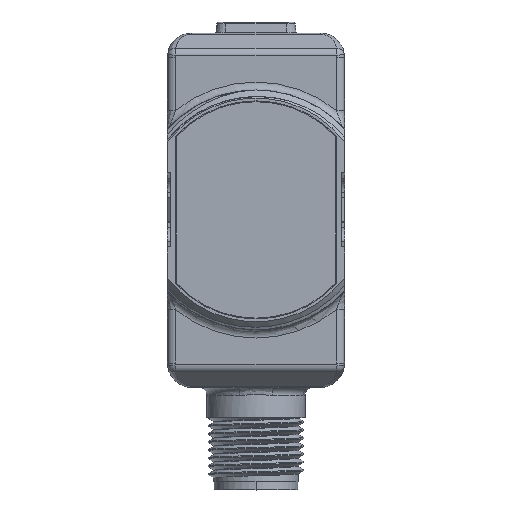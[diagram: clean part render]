
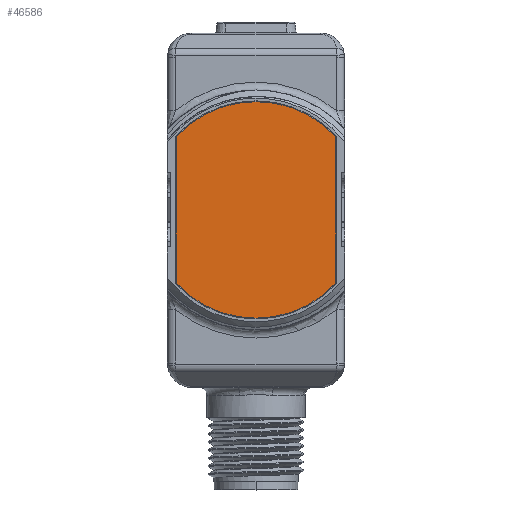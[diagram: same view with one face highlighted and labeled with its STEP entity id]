
A CAD part, top view. The second image highlights one B-rep face of the part: STEP entity #46586.
In plain terms, the highlighted planar face has unit normal (0, 0, 1).
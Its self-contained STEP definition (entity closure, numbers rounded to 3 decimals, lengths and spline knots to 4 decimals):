
#46469=CARTESIAN_POINT('',(0.,0.8661,0.1378));
#46470=DIRECTION('',(0.,0.,-1.));
#46471=DIRECTION('',(0.736,-0.677,0.));
#46472=AXIS2_PLACEMENT_3D('',#46469,#46470,#46471);
#46474=DIRECTION('',(0.,1.,0.));
#46475=VECTOR('',#46474,0.7169);
#46476=CARTESIAN_POINT('',(-0.3898,0.5077,
0.1378));
#46477=LINE('',#46476,#46475);
#46478=CARTESIAN_POINT('',(0.,0.8661,0.1378));
#46479=DIRECTION('',(0.,0.,-1.));
#46480=DIRECTION('',(-0.736,0.677,0.));
#46481=AXIS2_PLACEMENT_3D('',#46478,#46479,#46480);
#46483=DIRECTION('',(0.,-1.,0.));
#46484=VECTOR('',#46483,0.7169);
#46485=CARTESIAN_POINT('',(0.3898,1.2246,
0.1378));
#46486=LINE('',#46485,#46484);
#46495=CARTESIAN_POINT('',(0.3898,0.5077,
0.1378));
#46496=CARTESIAN_POINT('',(-0.3898,0.5077,
0.1378));
#46497=VERTEX_POINT('',#46495);
#46498=VERTEX_POINT('',#46496);
#46499=CARTESIAN_POINT('',(-0.3898,1.2246,
0.1378));
#46500=VERTEX_POINT('',#46499);
#46501=CARTESIAN_POINT('',(0.3898,1.2246,
0.1378));
#46502=VERTEX_POINT('',#46501);
#46575=CARTESIAN_POINT('',(0.,0.8661,0.1378));
#46576=DIRECTION('',(0.,0.,-1.));
#46577=DIRECTION('',(0.,1.,0.));
#46578=AXIS2_PLACEMENT_3D('',#46575,#46576,#46577);
#46579=PLANE('',#46578);
#46580=ORIENTED_EDGE('',*,*,#46527,.T.);
#46581=ORIENTED_EDGE('',*,*,#46542,.T.);
#46582=ORIENTED_EDGE('',*,*,#46556,.T.);
#46583=ORIENTED_EDGE('',*,*,#46569,.T.);
#46584=EDGE_LOOP('',(#46580,#46581,#46582,#46583));
#46585=FACE_OUTER_BOUND('',#46584,.F.);
#46586=ADVANCED_FACE('',(#46585),#46579,.F.);
#46473=CIRCLE('',#46472,0.5295);
#46482=CIRCLE('',#46481,0.5295);
#46527=EDGE_CURVE('',#46497,#46498,#46473,.T.);
#46542=EDGE_CURVE('',#46498,#46500,#46477,.T.);
#46556=EDGE_CURVE('',#46500,#46502,#46482,.T.);
#46569=EDGE_CURVE('',#46502,#46497,#46486,.T.);
